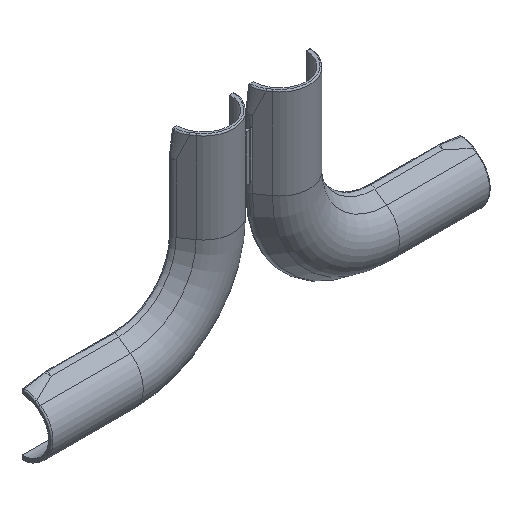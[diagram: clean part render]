
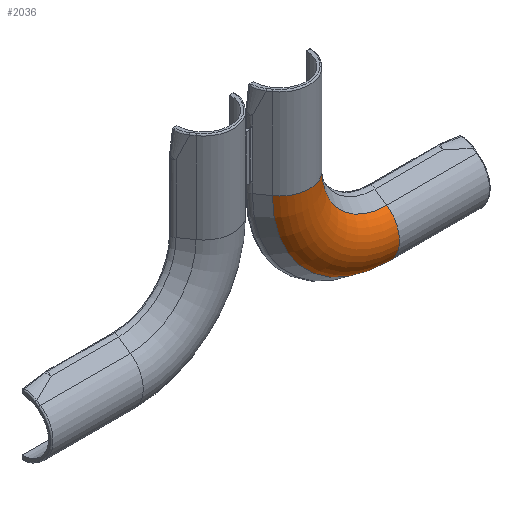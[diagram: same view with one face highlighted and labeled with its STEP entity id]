
A CAD part, isometric view. The second image highlights one B-rep face of the part: STEP entity #2036.
In plain terms, the highlighted toroidal (fillet/blend) face has major radius 34.75 mm and minor radius 11.5 mm.
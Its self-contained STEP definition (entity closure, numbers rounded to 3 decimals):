
#241 = DIRECTION ( 'NONE',  ( 0., 1., 0. ) ) ;
#415 = AXIS2_PLACEMENT_3D ( 'NONE', #4141, #4215, #6269 ) ;
#604 = CARTESIAN_POINT ( 'NONE',  ( 64.2, 0., -5.25 ) ) ;
#634 = CIRCLE ( 'NONE', #1316, 44.17 ) ;
#640 = DIRECTION ( 'NONE',  ( 0., 0., -1. ) ) ;
#709 = ORIENTED_EDGE ( 'NONE', *, *, #2863, .T. ) ;
#1252 = FACE_OUTER_BOUND ( 'NONE', #3010, .T. ) ;
#1316 = AXIS2_PLACEMENT_3D ( 'NONE', #6537, #1682, #1716 ) ;
#1593 = EDGE_CURVE ( 'NONE', #1900, #5957, #2905, .T. ) ;
#1617 = CARTESIAN_POINT ( 'NONE',  ( 64.2, -6.596, -5.25 ) ) ;
#1633 = CARTESIAN_POINT ( 'NONE',  ( 64.2, -6.596, -49.42 ) ) ;
#1682 = DIRECTION ( 'NONE',  ( 0., 1., 0. ) ) ;
#1716 = DIRECTION ( 'NONE',  ( 0., 0., -1. ) ) ;
#1789 = DIRECTION ( 'NONE',  ( 0., 0., -1. ) ) ;
#1900 = VERTEX_POINT ( 'NONE', #5382 ) ;
#1973 = EDGE_CURVE ( 'NONE', #5957, #6724, #634, .T. ) ;
#2036 = ADVANCED_FACE ( 'NONE', ( #1252 ), #5851, .T. ) ;
#2166 = ORIENTED_EDGE ( 'NONE', *, *, #1973, .F. ) ;
#2460 = AXIS2_PLACEMENT_3D ( 'NONE', #6084, #640, #5458 ) ;
#2764 = DIRECTION ( 'NONE',  ( 0., -1., 0. ) ) ;
#2835 = CARTESIAN_POINT ( 'NONE',  ( 38.871, -6.596, -5.25 ) ) ;
#2863 = EDGE_CURVE ( 'NONE', #5751, #6724, #3136, .T. ) ;
#2905 = CIRCLE ( 'NONE', #415, 11.5 ) ;
#3010 = EDGE_LOOP ( 'NONE', ( #2166, #3200, #6401, #709 ) ) ;
#3136 = CIRCLE ( 'NONE', #2460, 11.5 ) ;
#3200 = ORIENTED_EDGE ( 'NONE', *, *, #1593, .F. ) ;
#4141 = CARTESIAN_POINT ( 'NONE',  ( 64.2, 0., -40. ) ) ;
#4215 = DIRECTION ( 'NONE',  ( 1., 0., 0. ) ) ;
#4639 = CIRCLE ( 'NONE', #5220, 25.33 ) ;
#4936 = AXIS2_PLACEMENT_3D ( 'NONE', #604, #2764, #4969 ) ;
#4969 = DIRECTION ( 'NONE',  ( 0., 0., -1. ) ) ;
#5073 = CARTESIAN_POINT ( 'NONE',  ( 20.03, -6.596, -5.25 ) ) ;
#5220 = AXIS2_PLACEMENT_3D ( 'NONE', #1617, #241, #1789 ) ;
#5382 = CARTESIAN_POINT ( 'NONE',  ( 64.2, -6.596, -30.58 ) ) ;
#5458 = DIRECTION ( 'NONE',  ( -1., 0., 0. ) ) ;
#5751 = VERTEX_POINT ( 'NONE', #2835 ) ;
#5851 = TOROIDAL_SURFACE ( 'NONE', #4936, 34.75, 11.5 ) ;
#5957 = VERTEX_POINT ( 'NONE', #1633 ) ;
#6084 = CARTESIAN_POINT ( 'NONE',  ( 29.45, 0., -5.25 ) ) ;
#6269 = DIRECTION ( 'NONE',  ( 0., 0., -1. ) ) ;
#6401 = ORIENTED_EDGE ( 'NONE', *, *, #6697, .T. ) ;
#6537 = CARTESIAN_POINT ( 'NONE',  ( 64.2, -6.596, -5.25 ) ) ;
#6697 = EDGE_CURVE ( 'NONE', #1900, #5751, #4639, .T. ) ;
#6724 = VERTEX_POINT ( 'NONE', #5073 ) ;
